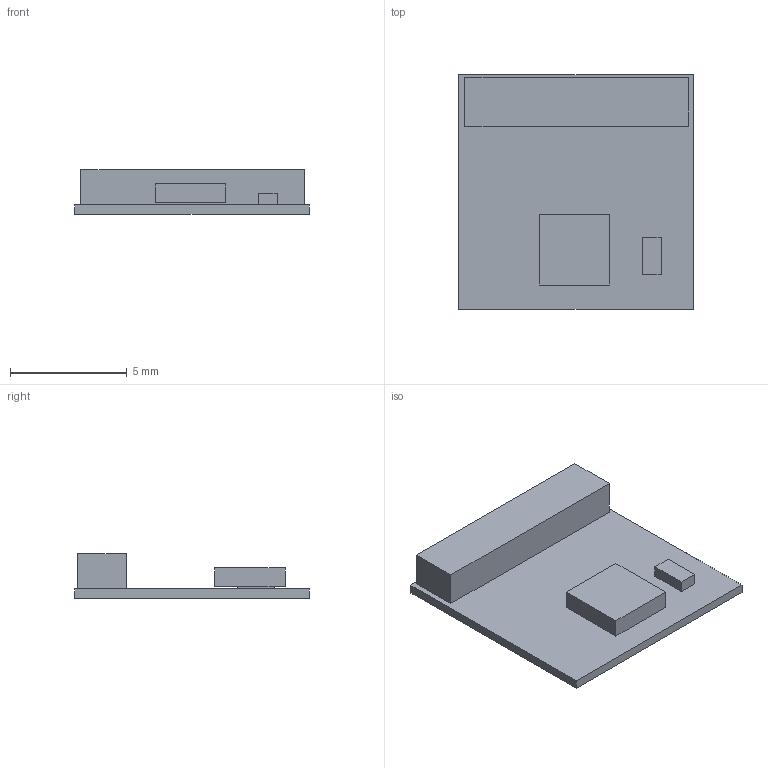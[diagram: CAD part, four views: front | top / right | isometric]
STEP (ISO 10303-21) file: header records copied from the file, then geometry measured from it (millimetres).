
FILE_DESCRIPTION(('Open CASCADE Model'),'2;1');
FILE_NAME('Open CASCADE Shape Model','2014-02-06T23:02:20',('Author'),( 'Open CASCADE'),'Open CASCADE STEP processor 6.2','Open CASCADE 6.2' ,'Unknown');
FILE_SCHEMA(('AUTOMOTIVE_DESIGN { 1 0 10303 214 1 1 1 1 }'));
Length unit declared in the file: millimetre
Products named in the file (11): PCB; Board; U1; 502027568; Extruded; P1; 1191744656; C1; 480128448
Assembly tree (10 placements, depth 4):
  PCB
    Board
    U1
      502027568
        Extruded
    P1
      1191744656
        Extruded
    C1
      480128448
        Extruded
Bounding box: 10.03 x 10.03 x 1.89 mm (x, y, z)
Volume: 77 mm3; surface area: 324.2 mm2
Topology: 4 solids, 4 shells, 24 faces, 48 edges, 32 vertices
Faces by surface type: plane 24
Entity records: 1462 total; most frequent: DIRECTION 214, CARTESIAN_POINT 211, LINE 144, VECTOR 144, ORIENTED_EDGE 96, PCURVE 96, DEFINITIONAL_REPRESENTATION 96, EDGE_CURVE 48
